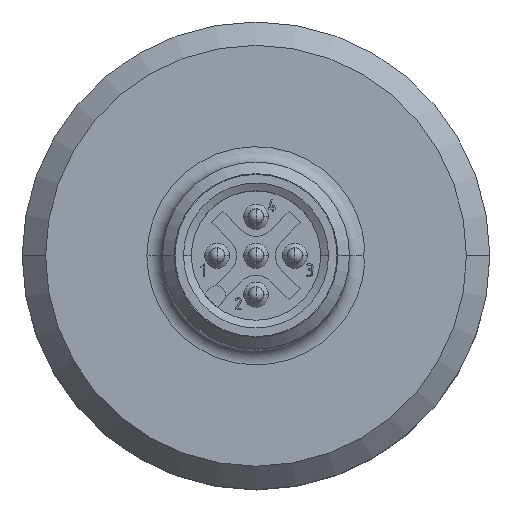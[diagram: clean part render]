
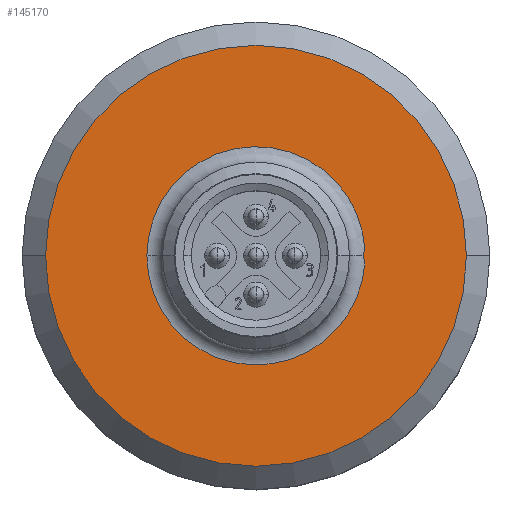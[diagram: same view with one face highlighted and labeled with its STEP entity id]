
A CAD part, top view. The second image highlights one B-rep face of the part: STEP entity #145170.
In plain terms, the highlighted face is planar.
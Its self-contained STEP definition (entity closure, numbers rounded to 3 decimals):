
#144730=CARTESIAN_POINT('',(0.,15.,0.));
#144740=DIRECTION('',(-0.,1.,0.));
#144750=DIRECTION('',(1.,0.,0.));
#144760=AXIS2_PLACEMENT_3D('',#144730,#144740,#144750);
#144770=PLANE('',#144760);
#144780=CARTESIAN_POINT('',(7.37,15.,0.));
#144790=DIRECTION('',(0.,-1.,0.));
#144800=DIRECTION('',(1.,0.,0.));
#144810=AXIS2_PLACEMENT_3D('',#144780,#144790,#144800);
#144820=CIRCLE('',#144810,0.5);
#144830=CARTESIAN_POINT('',(6.992,15.,0.328));
#144840=VERTEX_POINT('',#144830);
#144850=CARTESIAN_POINT('',(6.992,15.,-0.328));
#144860=VERTEX_POINT('',#144850);
#144870=EDGE_CURVE('',#144840,#144860,#144820,.T.);
#144880=ORIENTED_EDGE('',*,*,#144870,.F.);
#144890=CARTESIAN_POINT('',(0.,15.,0.));
#144900=DIRECTION('',(0.,1.,0.));
#144910=DIRECTION('',(1.,0.,0.));
#144920=AXIS2_PLACEMENT_3D('',#144890,#144900,#144910);
#144930=CIRCLE('',#144920,7.);
#144940=CARTESIAN_POINT('',(-7.,15.,0.));
#144950=VERTEX_POINT('',#144940);
#144960=EDGE_CURVE('',#144860,#144950,#144930,.T.);
#144970=ORIENTED_EDGE('',*,*,#144960,.F.);
#144980=EDGE_CURVE('',#144950,#144840,#144930,.T.);
#144990=ORIENTED_EDGE('',*,*,#144980,.F.);
#145000=EDGE_LOOP('',(#144990,#144970,#144880));
#145010=FACE_BOUND('',#145000,.T.);
#145020=CARTESIAN_POINT('',(0.,15.,0.));
#145030=DIRECTION('',(0.,-1.,0.));
#145040=DIRECTION('',(-1.,0.,0.));
#145050=AXIS2_PLACEMENT_3D('',#145020,#145030,#145040);
#145060=CIRCLE('',#145050,13.5);
#145070=CARTESIAN_POINT('',(13.5,15.,0.));
#145080=VERTEX_POINT('',#145070);
#145090=CARTESIAN_POINT('',(-13.5,15.,0.));
#145100=VERTEX_POINT('',#145090);
#145110=EDGE_CURVE('',#145080,#145100,#145060,.T.);
#145120=ORIENTED_EDGE('',*,*,#145110,.F.);
#145130=EDGE_CURVE('',#145100,#145080,#145060,.T.);
#145140=ORIENTED_EDGE('',*,*,#145130,.F.);
#145150=EDGE_LOOP('',(#145140,#145120));
#145160=FACE_OUTER_BOUND('',#145150,.T.);
#145170=ADVANCED_FACE('',(#145010,#145160),#144770,.T.);
